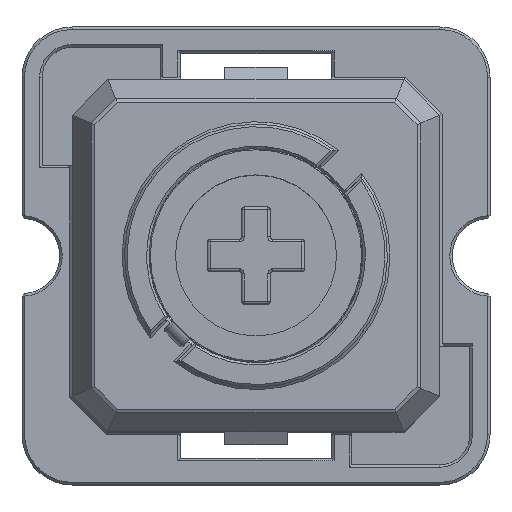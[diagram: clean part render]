
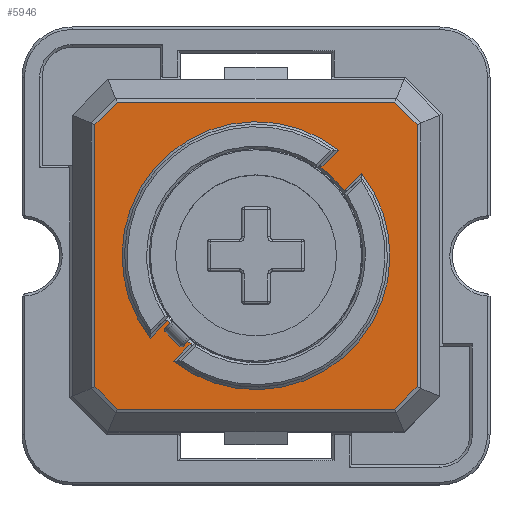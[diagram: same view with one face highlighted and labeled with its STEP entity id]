
A CAD part, top view. The second image highlights one B-rep face of the part: STEP entity #5946.
In plain terms, the highlighted planar face has unit normal (0, 0, 1).
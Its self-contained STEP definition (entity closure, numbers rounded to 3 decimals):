
#89=FACE_BOUND('',#940,.T.);
#215=CIRCLE('',#6365,4.35);
#216=CIRCLE('',#6366,5.325);
#217=CIRCLE('',#6367,4.35);
#218=CIRCLE('',#6368,5.325);
#561=FACE_OUTER_BOUND('',#939,.T.);
#939=EDGE_LOOP('',(#4116,#4117,#4118,#4119,#4120,#4121,#4122,#4123));
#940=EDGE_LOOP('',(#4124,#4125,#4126,#4127,#4128,#4129,#4130,#4131));
#1280=LINE('',#8841,#1862);
#1285=LINE('',#8868,#1867);
#1290=LINE('',#8895,#1872);
#1295=LINE('',#8922,#1877);
#1368=LINE('',#9148,#1950);
#1372=LINE('',#9156,#1954);
#1377=LINE('',#9167,#1959);
#1379=LINE('',#9170,#1961);
#1382=LINE('',#9176,#1964);
#1385=LINE('',#9182,#1967);
#1388=LINE('',#9188,#1970);
#1391=LINE('',#9192,#1973);
#1862=VECTOR('',#6956,10.);
#1867=VECTOR('',#6965,10.);
#1872=VECTOR('',#6974,10.);
#1877=VECTOR('',#6983,10.);
#1950=VECTOR('',#7142,10.);
#1954=VECTOR('',#7148,10.);
#1959=VECTOR('',#7155,10.);
#1961=VECTOR('',#7159,10.);
#1964=VECTOR('',#7164,10.);
#1967=VECTOR('',#7169,10.);
#1970=VECTOR('',#7174,10.);
#1973=VECTOR('',#7179,10.);
#2467=VERTEX_POINT('',#8830);
#2470=VERTEX_POINT('',#8837);
#2475=VERTEX_POINT('',#8857);
#2478=VERTEX_POINT('',#8864);
#2483=VERTEX_POINT('',#8884);
#2486=VERTEX_POINT('',#8891);
#2491=VERTEX_POINT('',#8911);
#2494=VERTEX_POINT('',#8918);
#2565=VERTEX_POINT('',#9146);
#2566=VERTEX_POINT('',#9147);
#2569=VERTEX_POINT('',#9155);
#2573=VERTEX_POINT('',#9164);
#2574=VERTEX_POINT('',#9166);
#2576=VERTEX_POINT('',#9175);
#2578=VERTEX_POINT('',#9181);
#2580=VERTEX_POINT('',#9187);
#3001=EDGE_CURVE('',#2470,#2467,#1280,.T.);
#3010=EDGE_CURVE('',#2478,#2475,#1285,.T.);
#3019=EDGE_CURVE('',#2486,#2483,#1290,.T.);
#3028=EDGE_CURVE('',#2494,#2491,#1295,.T.);
#3124=EDGE_CURVE('',#2565,#2566,#1368,.T.);
#3128=EDGE_CURVE('',#2566,#2569,#1372,.T.);
#3133=EDGE_CURVE('',#2573,#2574,#1377,.T.);
#3135=EDGE_CURVE('',#2569,#2573,#1379,.T.);
#3138=EDGE_CURVE('',#2574,#2576,#1382,.T.);
#3141=EDGE_CURVE('',#2576,#2578,#1385,.T.);
#3144=EDGE_CURVE('',#2578,#2580,#1388,.T.);
#3147=EDGE_CURVE('',#2580,#2565,#1391,.T.);
#3157=EDGE_CURVE('',#2491,#2470,#215,.T.);
#3158=EDGE_CURVE('',#2483,#2494,#216,.T.);
#3159=EDGE_CURVE('',#2475,#2486,#217,.T.);
#3160=EDGE_CURVE('',#2467,#2478,#218,.T.);
#4116=ORIENTED_EDGE('',*,*,#3133,.F.);
#4117=ORIENTED_EDGE('',*,*,#3135,.F.);
#4118=ORIENTED_EDGE('',*,*,#3128,.F.);
#4119=ORIENTED_EDGE('',*,*,#3124,.F.);
#4120=ORIENTED_EDGE('',*,*,#3147,.F.);
#4121=ORIENTED_EDGE('',*,*,#3144,.F.);
#4122=ORIENTED_EDGE('',*,*,#3141,.F.);
#4123=ORIENTED_EDGE('',*,*,#3138,.F.);
#4124=ORIENTED_EDGE('',*,*,#3001,.F.);
#4125=ORIENTED_EDGE('',*,*,#3157,.F.);
#4126=ORIENTED_EDGE('',*,*,#3028,.F.);
#4127=ORIENTED_EDGE('',*,*,#3158,.F.);
#4128=ORIENTED_EDGE('',*,*,#3019,.F.);
#4129=ORIENTED_EDGE('',*,*,#3159,.F.);
#4130=ORIENTED_EDGE('',*,*,#3010,.F.);
#4131=ORIENTED_EDGE('',*,*,#3160,.F.);
#5743=PLANE('',#6364);
#5946=ADVANCED_FACE('',(#561,#89),#5743,.T.);
#6364=AXIS2_PLACEMENT_3D('',#9211,#7197,#7198);
#6365=AXIS2_PLACEMENT_3D('',#9212,#7199,#7200);
#6366=AXIS2_PLACEMENT_3D('',#9213,#7201,#7202);
#6367=AXIS2_PLACEMENT_3D('',#9214,#7203,#7204);
#6368=AXIS2_PLACEMENT_3D('',#9215,#7205,#7206);
#6956=DIRECTION('',(0.707,0.707,0.));
#6965=DIRECTION('',(0.707,0.707,0.));
#6974=DIRECTION('',(-0.707,-0.707,0.));
#6983=DIRECTION('',(-0.707,-0.707,0.));
#7142=DIRECTION('',(0.707,0.707,0.));
#7148=DIRECTION('',(1.,0.,0.));
#7155=DIRECTION('',(0.,-1.,0.));
#7159=DIRECTION('',(0.707,-0.707,0.));
#7164=DIRECTION('',(-0.707,-0.707,0.));
#7169=DIRECTION('',(-1.,0.,0.));
#7174=DIRECTION('',(-0.707,0.707,0.));
#7179=DIRECTION('',(0.,1.,0.));
#7197=DIRECTION('center_axis',(0.,0.,1.));
#7198=DIRECTION('ref_axis',(1.,0.,0.));
#7199=DIRECTION('center_axis',(0.,0.,1.));
#7200=DIRECTION('ref_axis',(1.,0.,0.));
#7201=DIRECTION('center_axis',(0.,0.,1.));
#7202=DIRECTION('ref_axis',(1.,0.,0.));
#7203=DIRECTION('center_axis',(0.,0.,1.));
#7204=DIRECTION('ref_axis',(-1.,0.,0.));
#7205=DIRECTION('center_axis',(0.,0.,1.));
#7206=DIRECTION('ref_axis',(-1.,0.,0.));
#8830=CARTESIAN_POINT('',(3.278,4.197,9.));
#8837=CARTESIAN_POINT('',(2.582,3.501,9.));
#8841=CARTESIAN_POINT('',(1.019,1.939,9.));
#8857=CARTESIAN_POINT('',(-3.501,-2.582,9.));
#8864=CARTESIAN_POINT('',(-4.197,-3.278,9.));
#8868=CARTESIAN_POINT('',(-2.288,-1.369,9.));
#8884=CARTESIAN_POINT('',(-3.278,-4.197,9.));
#8891=CARTESIAN_POINT('',(-2.582,-3.501,9.));
#8895=CARTESIAN_POINT('',(-1.019,-1.939,9.));
#8911=CARTESIAN_POINT('',(3.501,2.582,9.));
#8918=CARTESIAN_POINT('',(4.197,3.278,9.));
#8922=CARTESIAN_POINT('',(2.288,1.369,9.));
#9146=CARTESIAN_POINT('',(-6.4,5.213,9.));
#9147=CARTESIAN_POINT('',(-5.513,6.1,9.));
#9148=CARTESIAN_POINT('',(-5.667,5.946,9.));
#9155=CARTESIAN_POINT('',(5.513,6.1,9.));
#9156=CARTESIAN_POINT('',(0.75,6.1,9.));
#9164=CARTESIAN_POINT('',(6.4,5.213,9.));
#9166=CARTESIAN_POINT('',(6.4,-5.213,9.));
#9167=CARTESIAN_POINT('',(6.4,-1.396,9.));
#9170=CARTESIAN_POINT('',(6.021,5.592,9.));
#9175=CARTESIAN_POINT('',(5.513,-6.1,9.));
#9176=CARTESIAN_POINT('',(5.667,-5.946,9.));
#9181=CARTESIAN_POINT('',(-5.513,-6.1,9.));
#9182=CARTESIAN_POINT('',(-0.75,-6.1,9.));
#9187=CARTESIAN_POINT('',(-6.4,-5.213,9.));
#9188=CARTESIAN_POINT('',(-6.021,-5.592,9.));
#9192=CARTESIAN_POINT('',(-6.4,1.396,9.));
#9211=CARTESIAN_POINT('Origin',(0.,0.,
9.));
#9212=CARTESIAN_POINT('Origin',(0.,0.,9.));
#9213=CARTESIAN_POINT('Origin',(0.,0.,9.));
#9214=CARTESIAN_POINT('Origin',(0.,0.,9.));
#9215=CARTESIAN_POINT('Origin',(0.,0.,9.));
